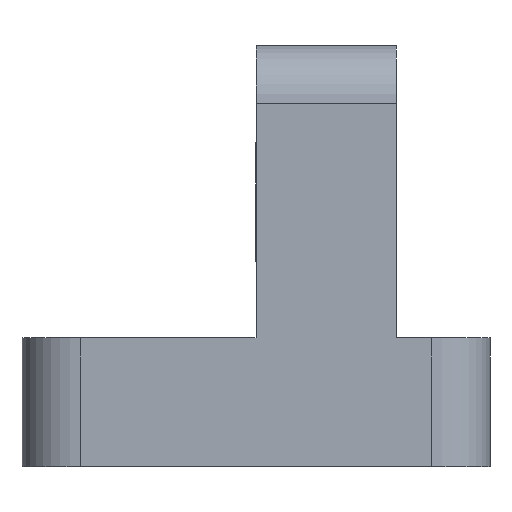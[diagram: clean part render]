
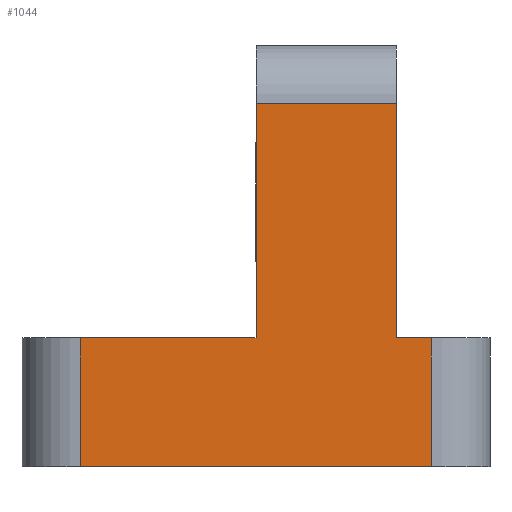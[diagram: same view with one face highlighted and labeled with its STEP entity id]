
A CAD part, left-side view. The second image highlights one B-rep face of the part: STEP entity #1044.
In plain terms, the highlighted planar face has unit normal (-1, 0, 0).
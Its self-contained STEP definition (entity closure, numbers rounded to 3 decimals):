
#999=AXIS2_PLACEMENT_3D('Plane Axis2P3D',#996,#997,#998) ;
#698=CARTESIAN_POINT('Vertex',(-12.,15.,11.)) ;
#705=CARTESIAN_POINT('Vertex',(-12.,15.,0.)) ;
#708=CARTESIAN_POINT('Line Origine',(-12.,15.,18.)) ;
#800=CARTESIAN_POINT('Vertex',(-12.,-15.,0.)) ;
#803=CARTESIAN_POINT('Line Origine',(-12.,0.,0.)) ;
#901=CARTESIAN_POINT('Vertex',(-12.,-15.,11.)) ;
#904=CARTESIAN_POINT('Line Origine',(-12.,-15.,18.)) ;
#996=CARTESIAN_POINT('Axis2P3D Location',(-12.,0.,36.)) ;
#1001=CARTESIAN_POINT('Line Origine',(-12.,-6.,31.)) ;
#1005=CARTESIAN_POINT('Vertex',(-12.,-12.,31.)) ;
#1007=CARTESIAN_POINT('Vertex',(-12.,0.,31.)) ;
#1010=CARTESIAN_POINT('Line Origine',(-12.,0.,21.)) ;
#1014=CARTESIAN_POINT('Vertex',(-12.,0.,11.)) ;
#1017=CARTESIAN_POINT('Line Origine',(-12.,7.5,11.)) ;
#1022=CARTESIAN_POINT('Line Origine',(-12.,-13.5,11.)) ;
#1026=CARTESIAN_POINT('Vertex',(-12.,-12.,11.)) ;
#1029=CARTESIAN_POINT('Line Origine',(-12.,-12.,21.)) ;
#709=DIRECTION('Vector Direction',(0.,0.,-1.)) ;
#804=DIRECTION('Vector Direction',(0.,1.,0.)) ;
#905=DIRECTION('Vector Direction',(0.,0.,-1.)) ;
#997=DIRECTION('Axis2P3D Direction',(1.,0.,-0.)) ;
#998=DIRECTION('Axis2P3D XDirection',(-0.,0.,-1.)) ;
#1002=DIRECTION('Vector Direction',(0.,1.,0.)) ;
#1011=DIRECTION('Vector Direction',(0.,0.,-1.)) ;
#1018=DIRECTION('Vector Direction',(0.,1.,0.)) ;
#1023=DIRECTION('Vector Direction',(0.,1.,0.)) ;
#1030=DIRECTION('Vector Direction',(0.,0.,-1.)) ;
#710=VECTOR('Line Direction',#709,1.) ;
#805=VECTOR('Line Direction',#804,1.) ;
#906=VECTOR('Line Direction',#905,1.) ;
#1003=VECTOR('Line Direction',#1002,1.) ;
#1012=VECTOR('Line Direction',#1011,1.) ;
#1019=VECTOR('Line Direction',#1018,1.) ;
#1024=VECTOR('Line Direction',#1023,1.) ;
#1031=VECTOR('Line Direction',#1030,1.) ;
#1035=ORIENTED_EDGE('',*,*,#1009,.T.) ;
#1036=ORIENTED_EDGE('',*,*,#1016,.T.) ;
#1037=ORIENTED_EDGE('',*,*,#1021,.T.) ;
#1038=ORIENTED_EDGE('',*,*,#712,.F.) ;
#1039=ORIENTED_EDGE('',*,*,#807,.F.) ;
#1040=ORIENTED_EDGE('',*,*,#908,.T.) ;
#1041=ORIENTED_EDGE('',*,*,#1028,.T.) ;
#1042=ORIENTED_EDGE('',*,*,#1033,.F.) ;
#1044=ADVANCED_FACE('PartBody',(#1043),#1000,.F.) ;
#712=EDGE_CURVE('',#706,#699,#711,.F.) ;
#807=EDGE_CURVE('',#801,#706,#806,.T.) ;
#908=EDGE_CURVE('',#801,#902,#907,.F.) ;
#1009=EDGE_CURVE('',#1006,#1008,#1004,.T.) ;
#1016=EDGE_CURVE('',#1008,#1015,#1013,.T.) ;
#1021=EDGE_CURVE('',#1015,#699,#1020,.T.) ;
#1028=EDGE_CURVE('',#902,#1027,#1025,.T.) ;
#1033=EDGE_CURVE('',#1006,#1027,#1032,.T.) ;
#1034=EDGE_LOOP('',(#1035,#1036,#1037,#1038,#1039,#1040,#1041,#1042)) ;
#1043=FACE_OUTER_BOUND('',#1034,.T.) ;
#711=LINE('Line',#708,#710) ;
#806=LINE('Line',#803,#805) ;
#907=LINE('Line',#904,#906) ;
#1004=LINE('Line',#1001,#1003) ;
#1013=LINE('Line',#1010,#1012) ;
#1020=LINE('Line',#1017,#1019) ;
#1025=LINE('Line',#1022,#1024) ;
#1032=LINE('Line',#1029,#1031) ;
#1000=PLANE('',#999) ;
#699=VERTEX_POINT('',#698) ;
#706=VERTEX_POINT('',#705) ;
#801=VERTEX_POINT('',#800) ;
#902=VERTEX_POINT('',#901) ;
#1006=VERTEX_POINT('',#1005) ;
#1008=VERTEX_POINT('',#1007) ;
#1015=VERTEX_POINT('',#1014) ;
#1027=VERTEX_POINT('',#1026) ;
